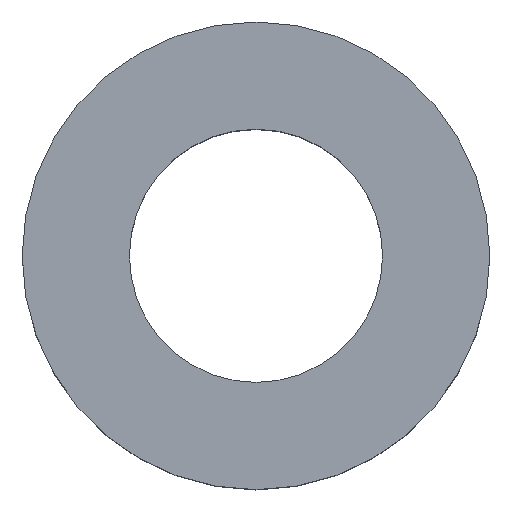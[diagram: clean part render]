
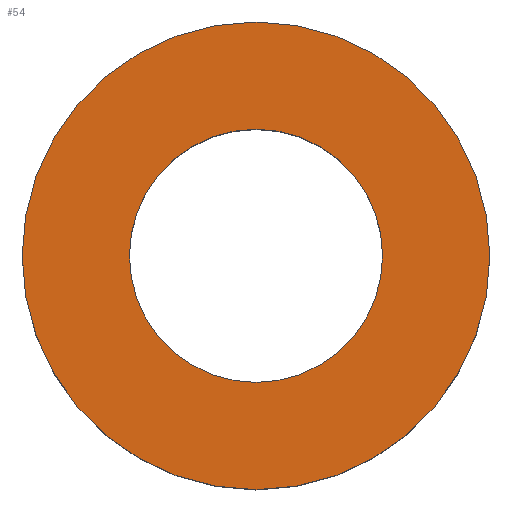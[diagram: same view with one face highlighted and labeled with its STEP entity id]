
A CAD part, top view. The second image highlights one B-rep face of the part: STEP entity #54.
In plain terms, the highlighted planar face has unit normal (0, 0, 1).
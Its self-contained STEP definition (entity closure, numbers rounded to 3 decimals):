
#2 = AXIS2_PLACEMENT_3D ( 'NONE', #93, #81, #44 ) ;
#5 = DIRECTION ( 'NONE',  ( 0., 0., 1. ) ) ;
#21 = DIRECTION ( 'NONE',  ( 0., 0., 1. ) ) ;
#29 = EDGE_LOOP ( 'NONE', ( #82 ) ) ;
#31 = VERTEX_POINT ( 'NONE', #86 ) ;
#32 = DIRECTION ( 'NONE',  ( 1., 0., 0. ) ) ;
#36 = FACE_BOUND ( 'NONE', #112, .T. ) ;
#43 = AXIS2_PLACEMENT_3D ( 'NONE', #99, #21, #117 ) ;
#44 = DIRECTION ( 'NONE',  ( 1., 0., 0. ) ) ;
#54 = ADVANCED_FACE ( 'NONE', ( #127, #36 ), #58, .T. ) ;
#58 = PLANE ( 'NONE',  #2 ) ;
#66 = ORIENTED_EDGE ( 'NONE', *, *, #90, .F. ) ;
#77 = CARTESIAN_POINT ( 'NONE',  ( -31.396, 18.023, 50. ) ) ;
#78 = AXIS2_PLACEMENT_3D ( 'NONE', #83, #5, #32 ) ;
#79 = CIRCLE ( 'NONE', #78, 66.5 ) ;
#81 = DIRECTION ( 'NONE',  ( 0., 0., 1. ) ) ;
#82 = ORIENTED_EDGE ( 'NONE', *, *, #107, .T. ) ;
#83 = CARTESIAN_POINT ( 'NONE',  ( -67.396, 18.023, 50. ) ) ;
#86 = CARTESIAN_POINT ( 'NONE',  ( -0.896, 18.023, 50. ) ) ;
#90 = EDGE_CURVE ( 'NONE', #128, #128, #133, .T. ) ;
#93 = CARTESIAN_POINT ( 'NONE',  ( -67.396, 18.023, 50. ) ) ;
#99 = CARTESIAN_POINT ( 'NONE',  ( -67.396, 18.023, 50. ) ) ;
#107 = EDGE_CURVE ( 'NONE', #31, #31, #79, .T. ) ;
#112 = EDGE_LOOP ( 'NONE', ( #66 ) ) ;
#117 = DIRECTION ( 'NONE',  ( 1., 0., 0. ) ) ;
#127 = FACE_OUTER_BOUND ( 'NONE', #29, .T. ) ;
#128 = VERTEX_POINT ( 'NONE', #77 ) ;
#133 = CIRCLE ( 'NONE', #43, 36. ) ;
